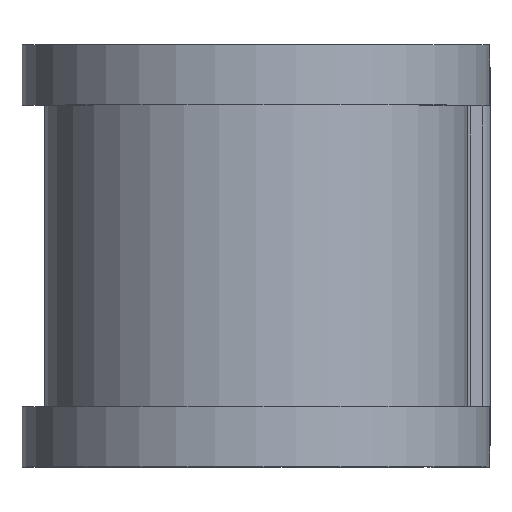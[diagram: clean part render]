
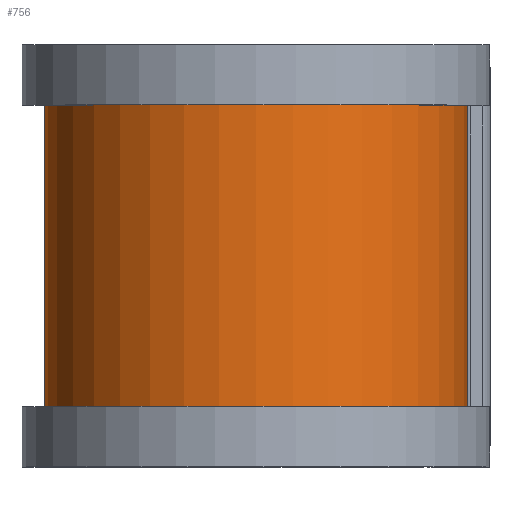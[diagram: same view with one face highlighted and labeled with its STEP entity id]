
A CAD part, top view. The second image highlights one B-rep face of the part: STEP entity #756.
In plain terms, the highlighted cylindrical face has radius 14.237 mm (diameter 28.473 mm), a partial arc.
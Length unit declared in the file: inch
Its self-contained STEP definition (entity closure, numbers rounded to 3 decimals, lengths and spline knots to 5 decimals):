
#23 = VERTEX_POINT ( 'NONE', #917 ) ;
#41 = ORIENTED_EDGE ( 'NONE', *, *, #1402, .T. ) ;
#65 = DIRECTION ( 'NONE',  ( 0., -1., 0. ) ) ;
#74 = VERTEX_POINT ( 'NONE', #586 ) ;
#83 = CARTESIAN_POINT ( 'NONE',  ( 0., -0.4, 0. ) ) ;
#88 = DIRECTION ( 'NONE',  ( 0., 0., -1. ) ) ;
#160 = VECTOR ( 'NONE', #1486, 39.37008 ) ;
#249 = CARTESIAN_POINT ( 'NONE',  ( 0., 0.5, 0. ) ) ;
#250 = DIRECTION ( 'NONE',  ( 0., 0., -1. ) ) ;
#257 = VECTOR ( 'NONE', #804, 39.37008 ) ;
#259 = LINE ( 'NONE', #1472, #160 ) ;
#359 = CARTESIAN_POINT ( 'NONE',  ( 0., 0.4, 0. ) ) ;
#388 = EDGE_LOOP ( 'NONE', ( #1037, #41, #643, #434 ) ) ;
#434 = ORIENTED_EDGE ( 'NONE', *, *, #1540, .F. ) ;
#503 = DIRECTION ( 'NONE',  ( 0., 0., -1. ) ) ;
#523 = AXIS2_PLACEMENT_3D ( 'NONE', #83, #1030, #250 ) ;
#536 = CYLINDRICAL_SURFACE ( 'NONE', #1043, 0.5605 ) ;
#586 = CARTESIAN_POINT ( 'NONE',  ( 0.5605, 0.4, 0. ) ) ;
#643 = ORIENTED_EDGE ( 'NONE', *, *, #1091, .T. ) ;
#756 = ADVANCED_FACE ( 'NONE', ( #1117 ), #536, .T. ) ;
#804 = DIRECTION ( 'NONE',  ( 0., -1., 0. ) ) ;
#831 = EDGE_CURVE ( 'NONE', #74, #1607, #259, .T. ) ;
#837 = VERTEX_POINT ( 'NONE', #1492 ) ;
#917 = CARTESIAN_POINT ( 'NONE',  ( 0., 0.4, -0.5605 ) ) ;
#1030 = DIRECTION ( 'NONE',  ( 0., -1., 0. ) ) ;
#1037 = ORIENTED_EDGE ( 'NONE', *, *, #831, .F. ) ;
#1043 = AXIS2_PLACEMENT_3D ( 'NONE', #249, #65, #88 ) ;
#1091 = EDGE_CURVE ( 'NONE', #23, #837, #1410, .T. ) ;
#1117 = FACE_OUTER_BOUND ( 'NONE', #388, .T. ) ;
#1235 = DIRECTION ( 'NONE',  ( 0., -1., 0. ) ) ;
#1272 = CIRCLE ( 'NONE', #523, 0.5605 ) ;
#1402 = EDGE_CURVE ( 'NONE', #74, #23, #1617, .T. ) ;
#1410 = LINE ( 'NONE', #1414, #257 ) ;
#1414 = CARTESIAN_POINT ( 'NONE',  ( 0., 0.5, -0.5605 ) ) ;
#1472 = CARTESIAN_POINT ( 'NONE',  ( 0.5605, 0.5, 0. ) ) ;
#1486 = DIRECTION ( 'NONE',  ( 0., -1., 0. ) ) ;
#1492 = CARTESIAN_POINT ( 'NONE',  ( 0., -0.4, -0.5605 ) ) ;
#1525 = AXIS2_PLACEMENT_3D ( 'NONE', #359, #1235, #503 ) ;
#1532 = CARTESIAN_POINT ( 'NONE',  ( 0.5605, -0.4, 0. ) ) ;
#1540 = EDGE_CURVE ( 'NONE', #1607, #837, #1272, .T. ) ;
#1607 = VERTEX_POINT ( 'NONE', #1532 ) ;
#1617 = CIRCLE ( 'NONE', #1525, 0.5605 ) ;
